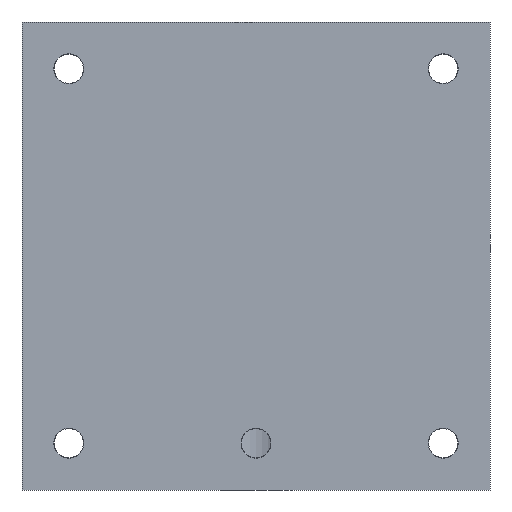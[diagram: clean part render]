
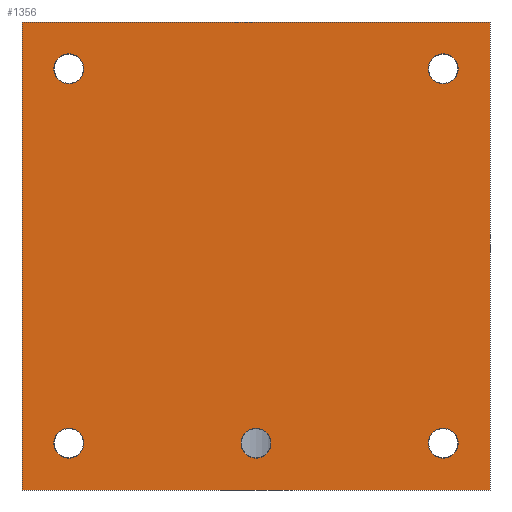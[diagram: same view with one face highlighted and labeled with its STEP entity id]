
A CAD part, front view. The second image highlights one B-rep face of the part: STEP entity #1356.
In plain terms, the highlighted planar face has unit normal (0, -1, 0).
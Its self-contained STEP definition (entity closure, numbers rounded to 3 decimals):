
#7 = DIRECTION ( 'NONE',  ( 0., -1., 0. ) ) ;
#11 = AXIS2_PLACEMENT_3D ( 'NONE', #19, #780, #132 ) ;
#16 = EDGE_CURVE ( 'NONE', #528, #944, #1128, .T. ) ;
#19 = CARTESIAN_POINT ( 'NONE',  ( 36., 0., -36. ) ) ;
#36 = LINE ( 'NONE', #1060, #613 ) ;
#71 = ORIENTED_EDGE ( 'NONE', *, *, #956, .F. ) ;
#86 = DIRECTION ( 'NONE',  ( 0., 0., -1. ) ) ;
#100 = CIRCLE ( 'NONE', #396, 1.275 ) ;
#112 = VERTEX_POINT ( 'NONE', #1196 ) ;
#115 = DIRECTION ( 'NONE',  ( 0., -1., 0. ) ) ;
#124 = CARTESIAN_POINT ( 'NONE',  ( 40., 0., 0. ) ) ;
#128 = FACE_BOUND ( 'NONE', #1276, .T. ) ;
#131 = CIRCLE ( 'NONE', #493, 1.275 ) ;
#132 = DIRECTION ( 'NONE',  ( 0., 0., -1. ) ) ;
#133 = VERTEX_POINT ( 'NONE', #818 ) ;
#204 = DIRECTION ( 'NONE',  ( 0., -1., 0. ) ) ;
#236 = EDGE_LOOP ( 'NONE', ( #1042, #1117 ) ) ;
#253 = DIRECTION ( 'NONE',  ( 0., -1., 0. ) ) ;
#261 = CIRCLE ( 'NONE', #275, 1.275 ) ;
#265 = CARTESIAN_POINT ( 'NONE',  ( 20., 0., -34.725 ) ) ;
#275 = AXIS2_PLACEMENT_3D ( 'NONE', #760, #115, #874 ) ;
#279 = CARTESIAN_POINT ( 'NONE',  ( 4., 0., -34.725 ) ) ;
#285 = AXIS2_PLACEMENT_3D ( 'NONE', #1263, #1265, #633 ) ;
#291 = CIRCLE ( 'NONE', #1159, 1.275 ) ;
#300 = VECTOR ( 'NONE', #1145, 1000. ) ;
#301 = DIRECTION ( 'NONE',  ( 1., 0., 0. ) ) ;
#308 = VECTOR ( 'NONE', #985, 1000. ) ;
#319 = EDGE_LOOP ( 'NONE', ( #461, #408 ) ) ;
#333 = VERTEX_POINT ( 'NONE', #1086 ) ;
#348 = AXIS2_PLACEMENT_3D ( 'NONE', #1166, #7, #1377 ) ;
#350 = ORIENTED_EDGE ( 'NONE', *, *, #776, .F. ) ;
#356 = VERTEX_POINT ( 'NONE', #885 ) ;
#367 = CARTESIAN_POINT ( 'NONE',  ( 4., 0., -37.275 ) ) ;
#368 = CARTESIAN_POINT ( 'NONE',  ( 20., 0., -36. ) ) ;
#369 = EDGE_CURVE ( 'NONE', #921, #811, #994, .T. ) ;
#390 = CARTESIAN_POINT ( 'NONE',  ( 0., 0., 0. ) ) ;
#392 = ORIENTED_EDGE ( 'NONE', *, *, #412, .F. ) ;
#395 = VERTEX_POINT ( 'NONE', #798 ) ;
#396 = AXIS2_PLACEMENT_3D ( 'NONE', #368, #1124, #474 ) ;
#402 = FACE_BOUND ( 'NONE', #236, .T. ) ;
#406 = CARTESIAN_POINT ( 'NONE',  ( 36., 0., -4. ) ) ;
#408 = ORIENTED_EDGE ( 'NONE', *, *, #369, .F. ) ;
#412 = EDGE_CURVE ( 'NONE', #112, #512, #100, .T. ) ;
#461 = ORIENTED_EDGE ( 'NONE', *, *, #1359, .F. ) ;
#463 = DIRECTION ( 'NONE',  ( -1., 0., 0. ) ) ;
#474 = DIRECTION ( 'NONE',  ( 0., 0., -1. ) ) ;
#483 = CARTESIAN_POINT ( 'NONE',  ( 4., 0., -4. ) ) ;
#493 = AXIS2_PLACEMENT_3D ( 'NONE', #406, #1161, #519 ) ;
#497 = ORIENTED_EDGE ( 'NONE', *, *, #16, .F. ) ;
#512 = VERTEX_POINT ( 'NONE', #265 ) ;
#517 = CARTESIAN_POINT ( 'NONE',  ( 4., 0., -5.275 ) ) ;
#519 = DIRECTION ( 'NONE',  ( 0., 0., -1. ) ) ;
#520 = PLANE ( 'NONE',  #285 ) ;
#528 = VERTEX_POINT ( 'NONE', #920 ) ;
#552 = EDGE_CURVE ( 'NONE', #944, #1004, #36, .T. ) ;
#558 = CARTESIAN_POINT ( 'NONE',  ( 36., 0., -36. ) ) ;
#600 = DIRECTION ( 'NONE',  ( 0., 0., -1. ) ) ;
#604 = CARTESIAN_POINT ( 'NONE',  ( 36., 0., -37.275 ) ) ;
#613 = VECTOR ( 'NONE', #301, 1000. ) ;
#615 = ORIENTED_EDGE ( 'NONE', *, *, #552, .F. ) ;
#633 = DIRECTION ( 'NONE',  ( 0., 0., -1. ) ) ;
#668 = CIRCLE ( 'NONE', #348, 1.275 ) ;
#671 = DIRECTION ( 'NONE',  ( 0., 0., -1. ) ) ;
#686 = EDGE_CURVE ( 'NONE', #395, #926, #1292, .T. ) ;
#726 = DIRECTION ( 'NONE',  ( 0., -1., 0. ) ) ;
#743 = EDGE_LOOP ( 'NONE', ( #816, #1216 ) ) ;
#760 = CARTESIAN_POINT ( 'NONE',  ( 4., 0., -4. ) ) ;
#769 = CARTESIAN_POINT ( 'NONE',  ( 0., 0., 0. ) ) ;
#776 = EDGE_CURVE ( 'NONE', #356, #528, #929, .T. ) ;
#780 = DIRECTION ( 'NONE',  ( 0., -1., 0. ) ) ;
#798 = CARTESIAN_POINT ( 'NONE',  ( 36., 0., -34.725 ) ) ;
#801 = ORIENTED_EDGE ( 'NONE', *, *, #686, .F. ) ;
#809 = AXIS2_PLACEMENT_3D ( 'NONE', #1370, #726, #86 ) ;
#811 = VERTEX_POINT ( 'NONE', #367 ) ;
#815 = EDGE_LOOP ( 'NONE', ( #497, #350, #71, #615 ) ) ;
#816 = ORIENTED_EDGE ( 'NONE', *, *, #854, .F. ) ;
#818 = CARTESIAN_POINT ( 'NONE',  ( 36., 0., -2.725 ) ) ;
#835 = VERTEX_POINT ( 'NONE', #1130 ) ;
#854 = EDGE_CURVE ( 'NONE', #1170, #333, #890, .T. ) ;
#860 = CARTESIAN_POINT ( 'NONE',  ( 36., 0., -4. ) ) ;
#874 = DIRECTION ( 'NONE',  ( 0., 0., -1. ) ) ;
#885 = CARTESIAN_POINT ( 'NONE',  ( 40., 0., -40. ) ) ;
#889 = EDGE_LOOP ( 'NONE', ( #392, #1035 ) ) ;
#890 = CIRCLE ( 'NONE', #953, 1.275 ) ;
#891 = CARTESIAN_POINT ( 'NONE',  ( 40., 0., 0. ) ) ;
#893 = LINE ( 'NONE', #124, #308 ) ;
#909 = CARTESIAN_POINT ( 'NONE',  ( 4., 0., -36. ) ) ;
#920 = CARTESIAN_POINT ( 'NONE',  ( 0., 0., -40. ) ) ;
#921 = VERTEX_POINT ( 'NONE', #279 ) ;
#926 = VERTEX_POINT ( 'NONE', #604 ) ;
#929 = LINE ( 'NONE', #1224, #1194 ) ;
#944 = VERTEX_POINT ( 'NONE', #769 ) ;
#953 = AXIS2_PLACEMENT_3D ( 'NONE', #483, #1238, #600 ) ;
#956 = EDGE_CURVE ( 'NONE', #1004, #356, #893, .T. ) ;
#968 = DIRECTION ( 'NONE',  ( 0., 0., -1. ) ) ;
#985 = DIRECTION ( 'NONE',  ( 0., 0., -1. ) ) ;
#987 = FACE_BOUND ( 'NONE', #889, .T. ) ;
#991 = EDGE_CURVE ( 'NONE', #926, #395, #1391, .T. ) ;
#994 = CIRCLE ( 'NONE', #1285, 1.275 ) ;
#1004 = VERTEX_POINT ( 'NONE', #891 ) ;
#1009 = DIRECTION ( 'NONE',  ( 0., 0., -1. ) ) ;
#1035 = ORIENTED_EDGE ( 'NONE', *, *, #1098, .F. ) ;
#1040 = FACE_OUTER_BOUND ( 'NONE', #815, .T. ) ;
#1042 = ORIENTED_EDGE ( 'NONE', *, *, #1198, .F. ) ;
#1060 = CARTESIAN_POINT ( 'NONE',  ( 0., 0., 0. ) ) ;
#1086 = CARTESIAN_POINT ( 'NONE',  ( 4., 0., -2.725 ) ) ;
#1098 = EDGE_CURVE ( 'NONE', #512, #112, #1248, .T. ) ;
#1117 = ORIENTED_EDGE ( 'NONE', *, *, #1374, .F. ) ;
#1124 = DIRECTION ( 'NONE',  ( 0., -1., 0. ) ) ;
#1128 = LINE ( 'NONE', #390, #300 ) ;
#1130 = CARTESIAN_POINT ( 'NONE',  ( 36., 0., -5.275 ) ) ;
#1145 = DIRECTION ( 'NONE',  ( 0., 0., 1. ) ) ;
#1159 = AXIS2_PLACEMENT_3D ( 'NONE', #860, #204, #968 ) ;
#1161 = DIRECTION ( 'NONE',  ( 0., -1., 0. ) ) ;
#1166 = CARTESIAN_POINT ( 'NONE',  ( 4., 0., -36. ) ) ;
#1170 = VERTEX_POINT ( 'NONE', #517 ) ;
#1194 = VECTOR ( 'NONE', #463, 1000. ) ;
#1196 = CARTESIAN_POINT ( 'NONE',  ( 20., 0., -37.275 ) ) ;
#1198 = EDGE_CURVE ( 'NONE', #835, #133, #291, .T. ) ;
#1216 = ORIENTED_EDGE ( 'NONE', *, *, #1277, .F. ) ;
#1224 = CARTESIAN_POINT ( 'NONE',  ( 0., 0., -40. ) ) ;
#1238 = DIRECTION ( 'NONE',  ( 0., -1., 0. ) ) ;
#1248 = CIRCLE ( 'NONE', #809, 1.275 ) ;
#1260 = FACE_BOUND ( 'NONE', #743, .T. ) ;
#1263 = CARTESIAN_POINT ( 'NONE',  ( 0., 0., 0. ) ) ;
#1265 = DIRECTION ( 'NONE',  ( 0., -1., 0. ) ) ;
#1276 = EDGE_LOOP ( 'NONE', ( #1286, #801 ) ) ;
#1277 = EDGE_CURVE ( 'NONE', #333, #1170, #261, .T. ) ;
#1285 = AXIS2_PLACEMENT_3D ( 'NONE', #909, #253, #1009 ) ;
#1286 = ORIENTED_EDGE ( 'NONE', *, *, #991, .F. ) ;
#1292 = CIRCLE ( 'NONE', #1316, 1.275 ) ;
#1304 = DIRECTION ( 'NONE',  ( 0., -1., 0. ) ) ;
#1309 = FACE_BOUND ( 'NONE', #319, .T. ) ;
#1316 = AXIS2_PLACEMENT_3D ( 'NONE', #558, #1304, #671 ) ;
#1356 = ADVANCED_FACE ( 'NONE', ( #987, #1260, #402, #128, #1309, #1040 ), #520, .T. ) ;
#1359 = EDGE_CURVE ( 'NONE', #811, #921, #668, .T. ) ;
#1370 = CARTESIAN_POINT ( 'NONE',  ( 20., 0., -36. ) ) ;
#1374 = EDGE_CURVE ( 'NONE', #133, #835, #131, .T. ) ;
#1377 = DIRECTION ( 'NONE',  ( 0., 0., -1. ) ) ;
#1391 = CIRCLE ( 'NONE', #11, 1.275 ) ;
